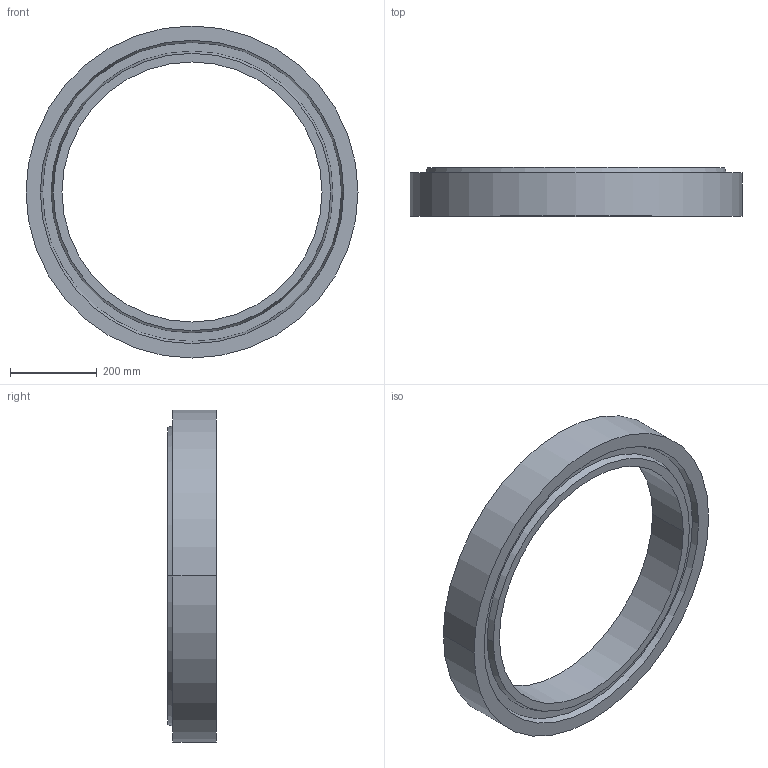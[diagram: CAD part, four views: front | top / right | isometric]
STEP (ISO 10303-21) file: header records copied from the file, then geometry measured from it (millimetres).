
FILE_DESCRIPTION (( 'STEP AP203' ), '1' );
FILE_NAME ('Rudus 2706100 Korotusrengas 600x100.step', '2020-03-19T06:16:58', ( '' ), ( '' ), 'SwSTEP 2.0', 'SolidWorks 2019', '' );
FILE_SCHEMA (( 'CONFIG_CONTROL_DESIGN' ));
Length unit declared in the file: millimetre
Products named in the file (2): Rudus 2706100 Korotusrengas 600x100; kaivo-osa-korotusrengas
Assembly tree (1 placements, depth 2):
  Rudus 2706100 Korotusrengas 600x100
    kaivo-osa-korotusrengas
Bounding box: 766 x 112 x 766 mm (x, y, z)
Volume: 17499959.1 mm3; surface area: 867252.6 mm2
Topology: 1 solids, 1 shells, 18 faces, 36 edges, 24 vertices
Faces by surface type: cone 8, plane 6, cylinder 4
Entity records: 684 total; most frequent: DIRECTION 104, CARTESIAN_POINT 82, ORIENTED_EDGE 72, AXIS2_PLACEMENT_3D 46, EDGE_CURVE 36, EDGE_LOOP 24, CIRCLE 24, VERTEX_POINT 24
